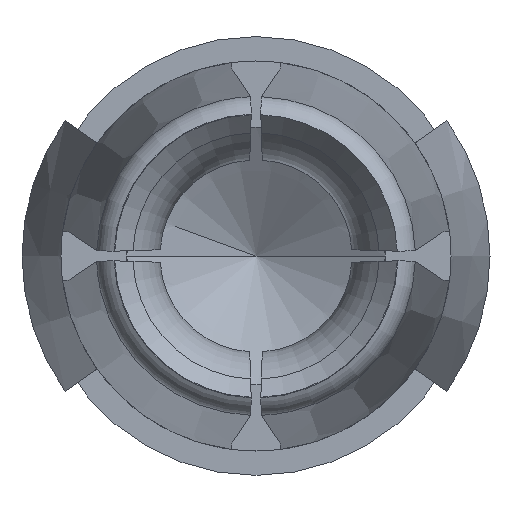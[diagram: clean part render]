
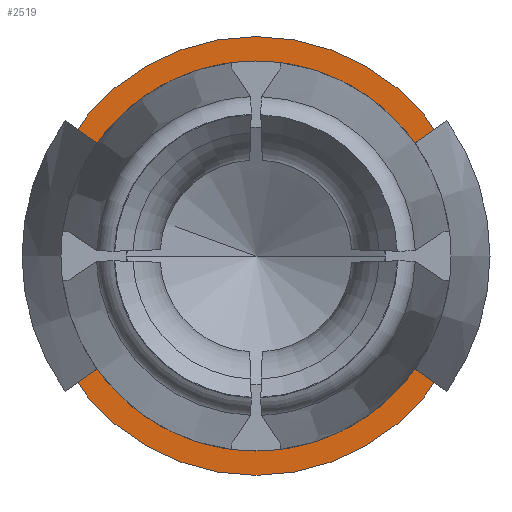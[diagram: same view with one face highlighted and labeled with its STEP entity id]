
A CAD part, front view. The second image highlights one B-rep face of the part: STEP entity #2519.
In plain terms, the highlighted planar face has unit normal (0, -1, 0).
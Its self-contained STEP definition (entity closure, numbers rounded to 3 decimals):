
#482=CARTESIAN_POINT('',(0.,18.1,0.));
#483=DIRECTION('',(0.,1.,0.));
#484=DIRECTION('',(-0.054,0.,0.999));
#485=AXIS2_PLACEMENT_3D('',#482,#483,#484);
#495=CARTESIAN_POINT('',(0.,18.1,0.));
#496=DIRECTION('',(0.,-1.,0.));
#497=DIRECTION('',(-1.,0.,0.));
#498=AXIS2_PLACEMENT_3D('',#495,#496,#497);
#500=CARTESIAN_POINT('',(0.,18.1,0.));
#501=DIRECTION('',(0.,1.,0.));
#502=DIRECTION('',(-1.,0.,0.));
#503=AXIS2_PLACEMENT_3D('',#500,#501,#502);
#505=CARTESIAN_POINT('',(0.,18.1,0.));
#506=DIRECTION('',(0.,1.,0.));
#507=DIRECTION('',(0.054,0.,0.999));
#508=AXIS2_PLACEMENT_3D('',#505,#506,#507);
#510=DIRECTION('',(0.054,0.,0.999));
#511=VECTOR('',#510,0.15);
#512=CARTESIAN_POINT('',(0.092,18.1,1.698));
#513=LINE('',#512,#511);
#514=DIRECTION('',(-0.054,0.,0.999));
#515=VECTOR('',#514,0.15);
#516=CARTESIAN_POINT('',(-0.092,18.1,1.698));
#517=LINE('',#516,#515);
#1828=CARTESIAN_POINT('',(-2.25,18.1,0.));
#1829=CARTESIAN_POINT('',(2.25,18.1,0.));
#1830=VERTEX_POINT('',#1828);
#1831=VERTEX_POINT('',#1829);
#1962=CARTESIAN_POINT('',(0.1,18.1,1.847));
#1963=CARTESIAN_POINT('',(-0.1,18.1,1.847));
#1964=VERTEX_POINT('',#1962);
#1965=VERTEX_POINT('',#1963);
#1966=CARTESIAN_POINT('',(0.092,18.1,1.698));
#1967=VERTEX_POINT('',#1966);
#1968=CARTESIAN_POINT('',(-0.092,18.1,1.698));
#1969=VERTEX_POINT('',#1968);
#2500=CARTESIAN_POINT('',(0.,18.1,0.));
#2501=DIRECTION('',(0.,-1.,0.));
#2502=DIRECTION('',(-1.,0.,0.));
#2503=AXIS2_PLACEMENT_3D('',#2500,#2501,#2502);
#2504=PLANE('',#2503);
#2506=ORIENTED_EDGE('',*,*,#2505,.F.);
#2508=ORIENTED_EDGE('',*,*,#2507,.T.);
#2509=EDGE_LOOP('',(#2506,#2508));
#2510=FACE_OUTER_BOUND('',#2509,.F.);
#2512=ORIENTED_EDGE('',*,*,#2511,.F.);
#2514=ORIENTED_EDGE('',*,*,#2513,.F.);
#2515=ORIENTED_EDGE('',*,*,#2479,.F.);
#2516=ORIENTED_EDGE('',*,*,#2491,.T.);
#2517=EDGE_LOOP('',(#2512,#2514,#2515,#2516));
#2518=FACE_BOUND('',#2517,.F.);
#486=CIRCLE('',#485,1.7);
#499=CIRCLE('',#498,2.25);
#504=CIRCLE('',#503,2.25);
#509=CIRCLE('',#508,1.85);
#2479=EDGE_CURVE('',#1969,#1967,#486,.T.);
#2491=EDGE_CURVE('',#1969,#1965,#517,.T.);
#2505=EDGE_CURVE('',#1830,#1831,#499,.T.);
#2507=EDGE_CURVE('',#1830,#1831,#504,.T.);
#2511=EDGE_CURVE('',#1964,#1965,#509,.T.);
#2513=EDGE_CURVE('',#1967,#1964,#513,.T.);
#2519=ADVANCED_FACE('',(#2510,#2518),#2504,.T.);
